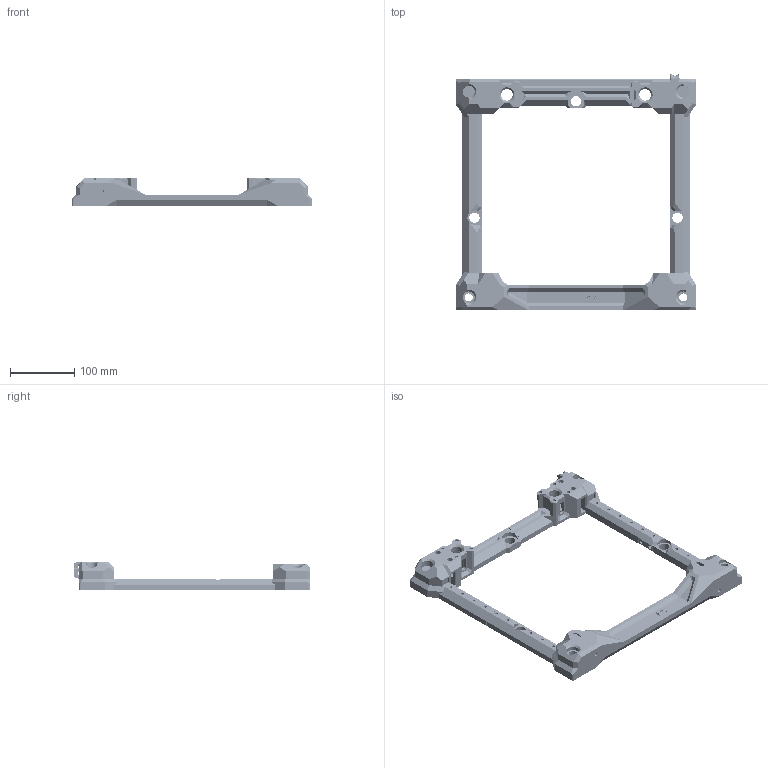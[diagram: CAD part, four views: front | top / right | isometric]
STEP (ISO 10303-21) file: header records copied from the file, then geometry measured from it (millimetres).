
FILE_DESCRIPTION(/* description */ (''),/* implementation_level */ '2;1');
FILE_NAME(/* name */ 'chonk_xy_gantry v0.4 v3.step',/* time_stamp */ '2024-11-17T12:45:44+01:00',/* author */ (''),/* organization */ (''),/* preprocessor_version */ 'ST-DEVELOPER v20',/* originating_system */ 'Autodesk Translation Framework v13.20.0.188',/* authorisation */ '');
FILE_SCHEMA (('AUTOMOTIVE_DESIGN { 1 0 10303 214 3 1 1 }'));
Products named in the file (9): chonk_xy_gantry; chonk_xy_gantry_1; chonk_motor_cage_a; chonk_motor_cage_b; chonk_z_rail_clamp_top; Hardware; Unbenannt; ruthex RX-M3-5,7; DIN_912-M3x8
Assembly tree (31 placements, depth 4):
  chonk_xy_gantry
    chonk_xy_gantry_1
    chonk_z_rail_clamp_top  x2
    chonk_motor_cage_a
    chonk_motor_cage_b
    Hardware
      Unbenannt  x12
        ruthex RX-M3-5,7
      DIN_912-M3x8  x12
Bounding box: 373.8 x 368 x 45 mm (x, y, z)
Volume: 1002824.4 mm3; surface area: 227169.6 mm2
Topology: 32 solids, 32 shells, 5300 faces, 16545 edges, 11554 vertices
Faces by surface type: bspline 2080, plane 1868, cylinder 1139, cone 187, torus 26
Full cylindrical faces by diameter (mm): 2.356 x60, 2.529 x120, 2.927 x120, 3.086 x120, 3.2 x42, 3.5 x12, 3.55 x12, 3.91 x12, 4 x24, 4.25 x22, 5.3 x10, 5.5 x12, 5.6 x12, 6 x12, 12.5 x6, 16.1 x3, 18 x2, 18.5 x4, 23.5 x2
Entity records: 54801 total; most frequent: CARTESIAN_POINT 20844, ORIENTED_EDGE 7424, DIRECTION 6174, EDGE_CURVE 3712, VERTEX_POINT 2471, LINE 2440, VECTOR 2440, AXIS2_PLACEMENT_3D 1867
